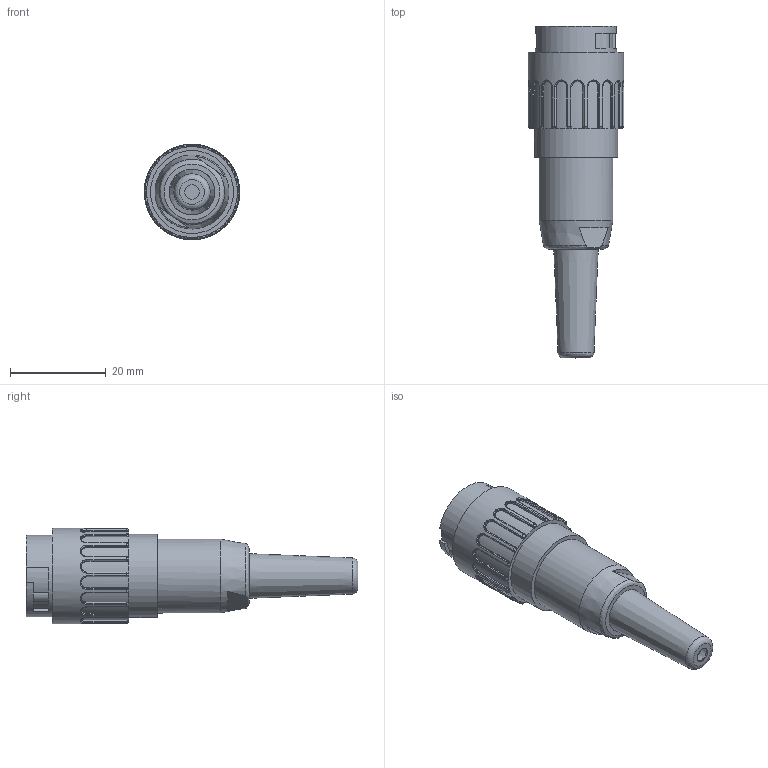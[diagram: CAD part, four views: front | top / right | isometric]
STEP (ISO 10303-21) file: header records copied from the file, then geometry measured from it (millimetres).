
FILE_DESCRIPTION(/* description */ (''),/* implementation_level */ '2;1');
FILE_NAME(/* name */ 't 3278 501 unxc001-01.stp',/* time_stamp */ '2019-07-08T15:42:09+02:00',/* author */ (''),/* organization */ (''),/* preprocessor_version */ 'ST-DEVELOPER v16.7',/* originating_system */ 'SIEMENS PLM Software NX 12.0',/* authorisation */ '');
FILE_SCHEMA (('AUTOMOTIVE_DESIGN { 1 0 10303 214 3 1 1 1 }'));
Length unit declared in the file: millimetre
Products named in the file (1): t 3278 501 unxc001-01
Bounding box: 20 x 69.5 x 20 mm (x, y, z)
Volume: 11472.3 mm3; surface area: 4749.6 mm2
Topology: 1 solids, 1 shells, 314 faces, 810 edges, 511 vertices
Faces by surface type: bspline 126, plane 101, cylinder 79, cone 8
Full cylindrical faces by diameter (mm): 2 x2, 3 x1, 9.6 x1, 13.9 x1, 14.1 x1, 15.5 x1, 17 x1, 17.4 x1, 20 x1
Entity records: 12821 total; most frequent: CARTESIAN_POINT 6307, ORIENTED_EDGE 1572, DIRECTION 1063, EDGE_CURVE 786, VERTEX_POINT 503, AXIS2_PLACEMENT_3D 429, EDGE_LOOP 343, ADVANCED_FACE 314
